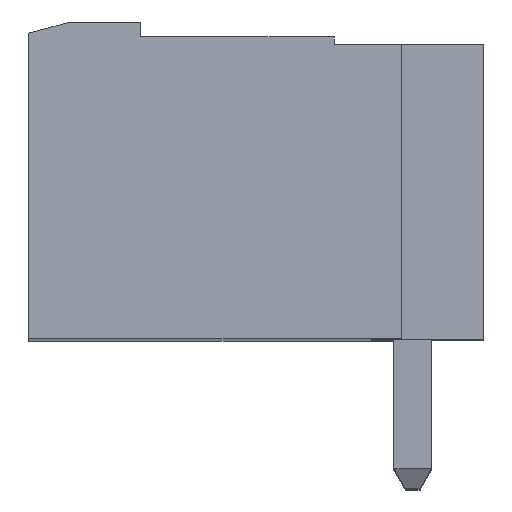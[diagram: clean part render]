
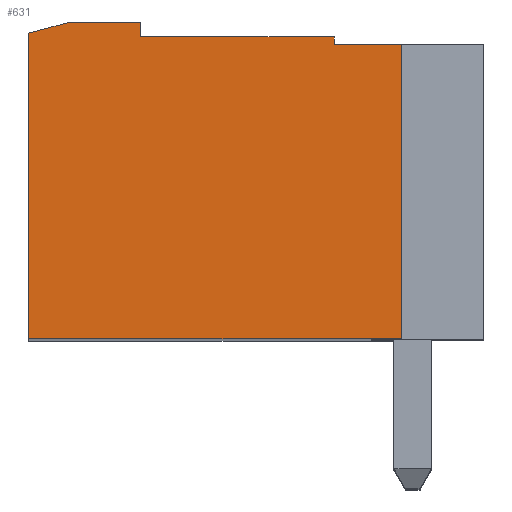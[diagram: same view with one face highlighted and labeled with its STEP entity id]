
A CAD part, top view. The second image highlights one B-rep face of the part: STEP entity #631.
In plain terms, the highlighted planar face has unit normal (0, 0, 1).
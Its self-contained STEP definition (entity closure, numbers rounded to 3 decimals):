
#631 = ADVANCED_FACE( '', ( #1465 ), #1466, .T. );
#1465 = FACE_OUTER_BOUND( '', #2507, .T. );
#1466 = PLANE( '', #2508 );
#2507 = EDGE_LOOP( '', ( #4385, #4386, #4387, #4388, #4389, #4390, #4391, #4392, #4393 ) );
#2508 = AXIS2_PLACEMENT_3D( '', #4394, #4395, #4396 );
#4385 = ORIENTED_EDGE( '', *, *, #6914, .F. );
#4386 = ORIENTED_EDGE( '', *, *, #6915, .F. );
#4387 = ORIENTED_EDGE( '', *, *, #6492, .F. );
#4388 = ORIENTED_EDGE( '', *, *, #6723, .F. );
#4389 = ORIENTED_EDGE( '', *, *, #6916, .F. );
#4390 = ORIENTED_EDGE( '', *, *, #6917, .F. );
#4391 = ORIENTED_EDGE( '', *, *, #6918, .F. );
#4392 = ORIENTED_EDGE( '', *, *, #6919, .F. );
#4393 = ORIENTED_EDGE( '', *, *, #6920, .F. );
#4394 = CARTESIAN_POINT( '', ( 204.225, 204.11, 31.48 ) );
#4395 = DIRECTION( '', ( 0., 0., 1. ) );
#4396 = DIRECTION( '', ( 0., 1., 0. ) );
#6492 = EDGE_CURVE( '', #7909, #7912, #7913, .T. );
#6723 = EDGE_CURVE( '', #8285, #7909, #8288, .T. );
#6914 = EDGE_CURVE( '', #8580, #8581, #8582, .T. );
#6915 = EDGE_CURVE( '', #7912, #8580, #8583, .T. );
#6916 = EDGE_CURVE( '', #8584, #8285, #8585, .T. );
#6917 = EDGE_CURVE( '', #8586, #8584, #8587, .T. );
#6918 = EDGE_CURVE( '', #8588, #8586, #8589, .T. );
#6919 = EDGE_CURVE( '', #8590, #8588, #8591, .T. );
#6920 = EDGE_CURVE( '', #8581, #8590, #8592, .T. );
#7909 = VERTEX_POINT( '', #9904 );
#7912 = VERTEX_POINT( '', #9908 );
#7913 = LINE( '', #9909, #9910 );
#8285 = VERTEX_POINT( '', #10469 );
#8288 = LINE( '', #10473, #10474 );
#8580 = VERTEX_POINT( '', #10917 );
#8581 = VERTEX_POINT( '', #10918 );
#8582 = LINE( '', #10919, #10920 );
#8583 = LINE( '', #10921, #10922 );
#8584 = VERTEX_POINT( '', #10923 );
#8585 = LINE( '', #10924, #10925 );
#8586 = VERTEX_POINT( '', #10926 );
#8587 = LINE( '', #10927, #10928 );
#8588 = VERTEX_POINT( '', #10929 );
#8589 = LINE( '', #10930, #10931 );
#8590 = VERTEX_POINT( '', #10932 );
#8591 = LINE( '', #10933, #10934 );
#8592 = LINE( '', #10935, #10936 );
#9904 = CARTESIAN_POINT( '', ( 202.425, 204.11, 31.48 ) );
#9908 = CARTESIAN_POINT( '', ( 204.225, 204.11, 31.48 ) );
#9909 = CARTESIAN_POINT( '', ( 204.225, 204.11, 31.48 ) );
#9910 = VECTOR( '', #12028, 1000. );
#10469 = CARTESIAN_POINT( '', ( 202.425, 204.31, 31.48 ) );
#10473 = CARTESIAN_POINT( '', ( 202.425, 204.11, 31.48 ) );
#10474 = VECTOR( '', #12229, 1000. );
#10917 = CARTESIAN_POINT( '', ( 204.225, 196.21, 31.48 ) );
#10918 = CARTESIAN_POINT( '', ( 194.225, 196.21, 31.48 ) );
#10919 = CARTESIAN_POINT( '', ( 194.225, 196.21, 31.48 ) );
#10920 = VECTOR( '', #12387, 1000. );
#10921 = CARTESIAN_POINT( '', ( 204.225, 196.21, 31.48 ) );
#10922 = VECTOR( '', #12388, 1000. );
#10923 = CARTESIAN_POINT( '', ( 197.225, 204.31, 31.48 ) );
#10924 = CARTESIAN_POINT( '', ( 202.425, 204.31, 31.48 ) );
#10925 = VECTOR( '', #12389, 1000. );
#10926 = CARTESIAN_POINT( '', ( 197.225, 204.71, 31.48 ) );
#10927 = CARTESIAN_POINT( '', ( 197.225, 204.31, 31.48 ) );
#10928 = VECTOR( '', #12390, 1000. );
#10929 = CARTESIAN_POINT( '', ( 195.345, 204.71, 31.48 ) );
#10930 = CARTESIAN_POINT( '', ( 197.225, 204.71, 31.48 ) );
#10931 = VECTOR( '', #12391, 1000. );
#10932 = CARTESIAN_POINT( '', ( 194.225, 204.41, 31.48 ) );
#10933 = CARTESIAN_POINT( '', ( 195.345, 204.71, 31.48 ) );
#10934 = VECTOR( '', #12392, 1000. );
#10935 = CARTESIAN_POINT( '', ( 194.225, 204.41, 31.48 ) );
#10936 = VECTOR( '', #12393, 1000. );
#12028 = DIRECTION( '', ( 1., 0., 0. ) );
#12229 = DIRECTION( '', ( 0., -1., 0. ) );
#12387 = DIRECTION( '', ( -1., 0., 0. ) );
#12388 = DIRECTION( '', ( 0., -1., 0. ) );
#12389 = DIRECTION( '', ( 1., 0., 0. ) );
#12390 = DIRECTION( '', ( 0., -1., 0. ) );
#12391 = DIRECTION( '', ( 1., 0., 0. ) );
#12392 = DIRECTION( '', ( 0.966, 0.259, 0. ) );
#12393 = DIRECTION( '', ( 0., 1., 0. ) );
